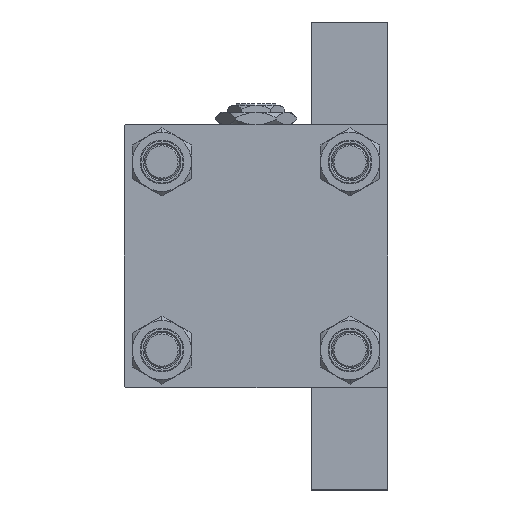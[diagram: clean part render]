
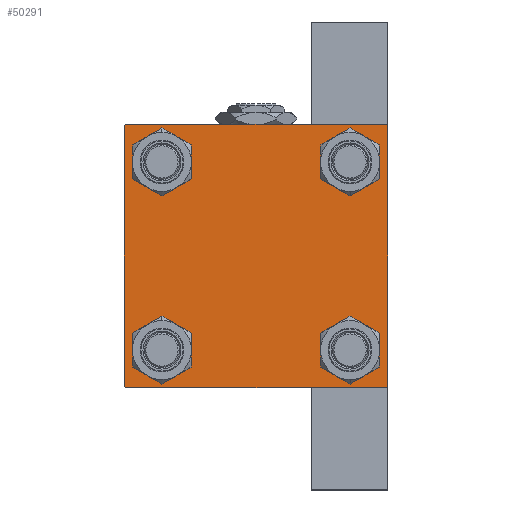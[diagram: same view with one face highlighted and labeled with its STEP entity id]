
A CAD part, left-side view. The second image highlights one B-rep face of the part: STEP entity #50291.
In plain terms, the highlighted planar face has unit normal (-1, 0, 0).
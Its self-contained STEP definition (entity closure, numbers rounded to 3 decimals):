
#127 = DIRECTION ( 'NONE',  ( 1., 0., 0. ) ) ;
#157 = VERTEX_POINT ( 'NONE', #49790 ) ;
#168 = VERTEX_POINT ( 'NONE', #21981 ) ;
#530 = ORIENTED_EDGE ( 'NONE', *, *, #3586, .F. ) ;
#704 = ORIENTED_EDGE ( 'NONE', *, *, #20524, .T. ) ;
#956 = PLANE ( 'NONE',  #32393 ) ;
#985 = CARTESIAN_POINT ( 'NONE',  ( 0., 44.75, 44.75 ) ) ;
#1117 = ORIENTED_EDGE ( 'NONE', *, *, #47755, .T. ) ;
#1209 = DIRECTION ( 'NONE',  ( -1., 0., 0. ) ) ;
#1217 = DIRECTION ( 'NONE',  ( 1., 0., 0. ) ) ;
#1244 = CARTESIAN_POINT ( 'NONE',  ( 0., -44.5, -45. ) ) ;
#1407 = CARTESIAN_POINT ( 'NONE',  ( 0., -32.15, 25.65 ) ) ;
#1679 = VERTEX_POINT ( 'NONE', #7863 ) ;
#1781 = AXIS2_PLACEMENT_3D ( 'NONE', #3724, #127, #27207 ) ;
#2234 = CIRCLE ( 'NONE', #4659, 6.5 ) ;
#2546 = DIRECTION ( 'NONE',  ( 1., 0., 0. ) ) ;
#2550 = CARTESIAN_POINT ( 'NONE',  ( 0., 45., 45. ) ) ;
#2575 = VERTEX_POINT ( 'NONE', #45613 ) ;
#2675 = EDGE_CURVE ( 'NONE', #22724, #3003, #5879, .T. ) ;
#2996 = CARTESIAN_POINT ( 'NONE',  ( 0., 45., 45. ) ) ;
#3003 = VERTEX_POINT ( 'NONE', #26364 ) ;
#3586 = EDGE_CURVE ( 'NONE', #15612, #1679, #14241, .T. ) ;
#3605 = EDGE_CURVE ( 'NONE', #45809, #39717, #11400, .T. ) ;
#3724 = CARTESIAN_POINT ( 'NONE',  ( 0., 32.15, 32.15 ) ) ;
#4659 = AXIS2_PLACEMENT_3D ( 'NONE', #17074, #48193, #48701 ) ;
#5034 = CARTESIAN_POINT ( 'NONE',  ( 0., 32.15, 38.65 ) ) ;
#5134 = CARTESIAN_POINT ( 'NONE',  ( 0., -45., -44.5 ) ) ;
#5575 = CARTESIAN_POINT ( 'NONE',  ( 0., 32.15, 32.15 ) ) ;
#5879 = CIRCLE ( 'NONE', #1781, 6.5 ) ;
#6133 = CARTESIAN_POINT ( 'NONE',  ( 0., 44.75, -44.75 ) ) ;
#6606 = DIRECTION ( 'NONE',  ( 0., -0.707, 0.707 ) ) ;
#6899 = DIRECTION ( 'NONE',  ( 0., 0., 1. ) ) ;
#7839 = EDGE_CURVE ( 'NONE', #21339, #168, #41109, .T. ) ;
#7863 = CARTESIAN_POINT ( 'NONE',  ( 0., -44.5, 45. ) ) ;
#8353 = ORIENTED_EDGE ( 'NONE', *, *, #2675, .T. ) ;
#9140 = FACE_BOUND ( 'NONE', #42014, .T. ) ;
#9393 = FACE_BOUND ( 'NONE', #31998, .T. ) ;
#9593 = DIRECTION ( 'NONE',  ( 0., 0., 1. ) ) ;
#10480 = LINE ( 'NONE', #2550, #47057 ) ;
#10740 = DIRECTION ( 'NONE',  ( 0., 0., 1. ) ) ;
#11400 = LINE ( 'NONE', #23383, #41767 ) ;
#12930 = DIRECTION ( 'NONE',  ( 0., -1., 0. ) ) ;
#13240 = VECTOR ( 'NONE', #49705, 1000. ) ;
#13782 = ORIENTED_EDGE ( 'NONE', *, *, #7839, .T. ) ;
#13917 = CARTESIAN_POINT ( 'NONE',  ( 0., -32.15, -32.15 ) ) ;
#13991 = AXIS2_PLACEMENT_3D ( 'NONE', #33834, #49387, #9593 ) ;
#14102 = EDGE_CURVE ( 'NONE', #31630, #157, #41101, .T. ) ;
#14241 = LINE ( 'NONE', #2996, #13240 ) ;
#14636 = EDGE_CURVE ( 'NONE', #45809, #1679, #25412, .T. ) ;
#15612 = VERTEX_POINT ( 'NONE', #27694 ) ;
#15687 = VERTEX_POINT ( 'NONE', #47863 ) ;
#15900 = ORIENTED_EDGE ( 'NONE', *, *, #23683, .T. ) ;
#16394 = CARTESIAN_POINT ( 'NONE',  ( 0., -32.15, 32.15 ) ) ;
#16452 = VECTOR ( 'NONE', #12930, 1000. ) ;
#16582 = DIRECTION ( 'NONE',  ( 0., 0.707, -0.707 ) ) ;
#17074 = CARTESIAN_POINT ( 'NONE',  ( 0., 32.15, -32.15 ) ) ;
#17326 = DIRECTION ( 'NONE',  ( 0., 0., 1. ) ) ;
#17940 = VECTOR ( 'NONE', #6606, 1000. ) ;
#18005 = DIRECTION ( 'NONE',  ( 0., 0., 1. ) ) ;
#18211 = CIRCLE ( 'NONE', #26351, 6.5 ) ;
#19616 = ORIENTED_EDGE ( 'NONE', *, *, #30684, .T. ) ;
#19794 = DIRECTION ( 'NONE',  ( 0., 0., -1. ) ) ;
#20524 = EDGE_CURVE ( 'NONE', #2575, #29138, #21863, .T. ) ;
#20618 = FACE_BOUND ( 'NONE', #42483, .T. ) ;
#21194 = EDGE_CURVE ( 'NONE', #38597, #28879, #40666, .T. ) ;
#21339 = VERTEX_POINT ( 'NONE', #41141 ) ;
#21560 = VERTEX_POINT ( 'NONE', #1244 ) ;
#21578 = CARTESIAN_POINT ( 'NONE',  ( 0., -44.75, 44.75 ) ) ;
#21836 = DIRECTION ( 'NONE',  ( 0., 0.707, 0.707 ) ) ;
#21863 = CIRCLE ( 'NONE', #38969, 6.5 ) ;
#21981 = CARTESIAN_POINT ( 'NONE',  ( 0., -32.15, -38.65 ) ) ;
#22724 = VERTEX_POINT ( 'NONE', #5034 ) ;
#23101 = EDGE_LOOP ( 'NONE', ( #47919, #31071, #19616, #15900, #38716, #37994, #530, #36484 ) ) ;
#23383 = CARTESIAN_POINT ( 'NONE',  ( 0., -45., 45. ) ) ;
#23683 = EDGE_CURVE ( 'NONE', #21560, #39717, #37983, .T. ) ;
#24916 = CARTESIAN_POINT ( 'NONE',  ( 0., 45., -45. ) ) ;
#24944 = EDGE_CURVE ( 'NONE', #15612, #15687, #35970, .T. ) ;
#25241 = CARTESIAN_POINT ( 'NONE',  ( 0., -44.75, -44.75 ) ) ;
#25412 = LINE ( 'NONE', #21578, #29041 ) ;
#25481 = FACE_BOUND ( 'NONE', #26868, .T. ) ;
#26351 = AXIS2_PLACEMENT_3D ( 'NONE', #5575, #1217, #17326 ) ;
#26364 = CARTESIAN_POINT ( 'NONE',  ( 0., 32.15, 25.65 ) ) ;
#26790 = CARTESIAN_POINT ( 'NONE',  ( 0., 32.15, -32.15 ) ) ;
#26868 = EDGE_LOOP ( 'NONE', ( #41063, #29130 ) ) ;
#27207 = DIRECTION ( 'NONE',  ( 0., 0., 1. ) ) ;
#27694 = CARTESIAN_POINT ( 'NONE',  ( 0., 44.5, 45. ) ) ;
#27736 = VECTOR ( 'NONE', #16582, 1000. ) ;
#28182 = VECTOR ( 'NONE', #29110, 1000. ) ;
#28879 = VERTEX_POINT ( 'NONE', #1407 ) ;
#29041 = VECTOR ( 'NONE', #21836, 1000. ) ;
#29073 = EDGE_CURVE ( 'NONE', #28879, #38597, #35131, .T. ) ;
#29110 = DIRECTION ( 'NONE',  ( 0., -0.707, -0.707 ) ) ;
#29130 = ORIENTED_EDGE ( 'NONE', *, *, #29073, .T. ) ;
#29138 = VERTEX_POINT ( 'NONE', #41982 ) ;
#29479 = DIRECTION ( 'NONE',  ( 1., 0., 0. ) ) ;
#30684 = EDGE_CURVE ( 'NONE', #157, #21560, #35887, .T. ) ;
#31071 = ORIENTED_EDGE ( 'NONE', *, *, #14102, .T. ) ;
#31630 = VERTEX_POINT ( 'NONE', #50491 ) ;
#31681 = AXIS2_PLACEMENT_3D ( 'NONE', #16394, #47524, #42946 ) ;
#31998 = EDGE_LOOP ( 'NONE', ( #13782, #1117 ) ) ;
#32373 = FACE_OUTER_BOUND ( 'NONE', #23101, .T. ) ;
#32393 = AXIS2_PLACEMENT_3D ( 'NONE', #33150, #1209, #40801 ) ;
#33150 = CARTESIAN_POINT ( 'NONE',  ( 0., 0., 0. ) ) ;
#33227 = AXIS2_PLACEMENT_3D ( 'NONE', #13917, #29479, #18005 ) ;
#33708 = DIRECTION ( 'NONE',  ( 0., 0., -1. ) ) ;
#33775 = EDGE_CURVE ( 'NONE', #3003, #22724, #18211, .T. ) ;
#33834 = CARTESIAN_POINT ( 'NONE',  ( 0., -32.15, 32.15 ) ) ;
#33911 = ORIENTED_EDGE ( 'NONE', *, *, #50332, .T. ) ;
#35131 = CIRCLE ( 'NONE', #13991, 6.5 ) ;
#35887 = LINE ( 'NONE', #24916, #16452 ) ;
#35970 = LINE ( 'NONE', #985, #27736 ) ;
#36484 = ORIENTED_EDGE ( 'NONE', *, *, #24944, .T. ) ;
#37983 = LINE ( 'NONE', #25241, #17940 ) ;
#37994 = ORIENTED_EDGE ( 'NONE', *, *, #14636, .T. ) ;
#38597 = VERTEX_POINT ( 'NONE', #45723 ) ;
#38716 = ORIENTED_EDGE ( 'NONE', *, *, #3605, .F. ) ;
#38786 = CARTESIAN_POINT ( 'NONE',  ( 0., -32.15, -32.15 ) ) ;
#38969 = AXIS2_PLACEMENT_3D ( 'NONE', #26790, #2546, #6899 ) ;
#39516 = ORIENTED_EDGE ( 'NONE', *, *, #33775, .T. ) ;
#39717 = VERTEX_POINT ( 'NONE', #5134 ) ;
#40666 = CIRCLE ( 'NONE', #31681, 6.5 ) ;
#40801 = DIRECTION ( 'NONE',  ( 0., 0., 1. ) ) ;
#41063 = ORIENTED_EDGE ( 'NONE', *, *, #21194, .T. ) ;
#41101 = LINE ( 'NONE', #6133, #28182 ) ;
#41109 = CIRCLE ( 'NONE', #45182, 6.5 ) ;
#41141 = CARTESIAN_POINT ( 'NONE',  ( 0., -32.15, -25.65 ) ) ;
#41630 = DIRECTION ( 'NONE',  ( 1., 0., 0. ) ) ;
#41767 = VECTOR ( 'NONE', #19794, 1000. ) ;
#41982 = CARTESIAN_POINT ( 'NONE',  ( 0., 32.15, -25.65 ) ) ;
#42014 = EDGE_LOOP ( 'NONE', ( #33911, #704 ) ) ;
#42483 = EDGE_LOOP ( 'NONE', ( #8353, #39516 ) ) ;
#42946 = DIRECTION ( 'NONE',  ( 0., 0., 1. ) ) ;
#45182 = AXIS2_PLACEMENT_3D ( 'NONE', #38786, #41630, #10740 ) ;
#45613 = CARTESIAN_POINT ( 'NONE',  ( 0., 32.15, -38.65 ) ) ;
#45723 = CARTESIAN_POINT ( 'NONE',  ( 0., -32.15, 38.65 ) ) ;
#45809 = VERTEX_POINT ( 'NONE', #48098 ) ;
#47057 = VECTOR ( 'NONE', #33708, 1000. ) ;
#47524 = DIRECTION ( 'NONE',  ( 1., 0., 0. ) ) ;
#47755 = EDGE_CURVE ( 'NONE', #168, #21339, #50325, .T. ) ;
#47863 = CARTESIAN_POINT ( 'NONE',  ( 0., 45., 44.5 ) ) ;
#47919 = ORIENTED_EDGE ( 'NONE', *, *, #49973, .T. ) ;
#48098 = CARTESIAN_POINT ( 'NONE',  ( 0., -45., 44.5 ) ) ;
#48193 = DIRECTION ( 'NONE',  ( 1., 0., 0. ) ) ;
#48701 = DIRECTION ( 'NONE',  ( 0., 0., 1. ) ) ;
#49387 = DIRECTION ( 'NONE',  ( 1., 0., 0. ) ) ;
#49705 = DIRECTION ( 'NONE',  ( 0., -1., 0. ) ) ;
#49790 = CARTESIAN_POINT ( 'NONE',  ( 0., 44.5, -45. ) ) ;
#49973 = EDGE_CURVE ( 'NONE', #15687, #31630, #10480, .T. ) ;
#50291 = ADVANCED_FACE ( 'NONE', ( #25481, #9393, #9140, #20618, #32373 ), #956, .T. ) ;
#50325 = CIRCLE ( 'NONE', #33227, 6.5 ) ;
#50332 = EDGE_CURVE ( 'NONE', #29138, #2575, #2234, .T. ) ;
#50491 = CARTESIAN_POINT ( 'NONE',  ( 0., 45., -44.5 ) ) ;
